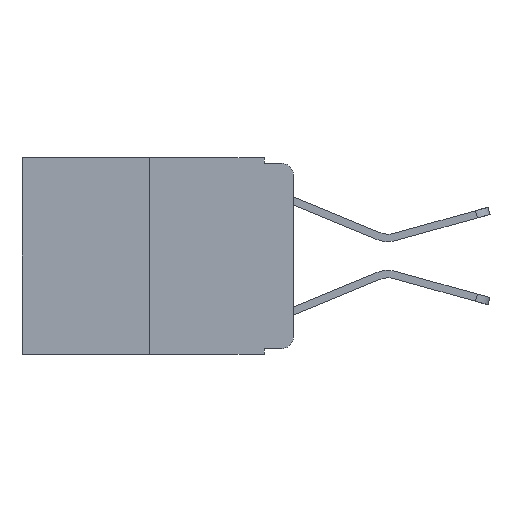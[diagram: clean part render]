
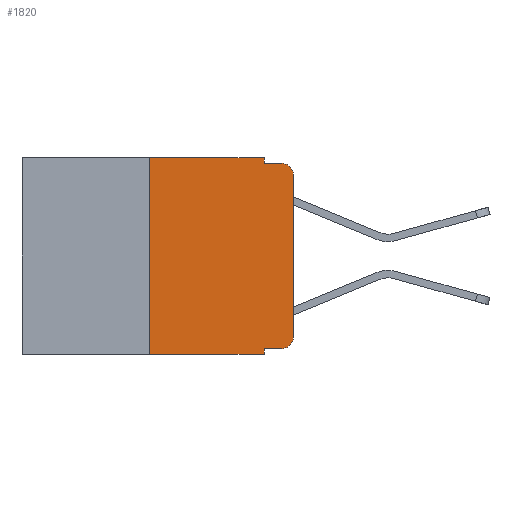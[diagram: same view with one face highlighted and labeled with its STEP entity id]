
A CAD part, left-side view. The second image highlights one B-rep face of the part: STEP entity #1820.
In plain terms, the highlighted planar face has unit normal (-1, 0, 0).
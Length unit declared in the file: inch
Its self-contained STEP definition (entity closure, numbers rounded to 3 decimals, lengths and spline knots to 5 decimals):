
#194 = VECTOR ( 'NONE', #6444, 39.37008 ) ;
#663 = CARTESIAN_POINT ( 'NONE',  ( 0., 0.25, -0.343 ) ) ;
#834 = VECTOR ( 'NONE', #1745, 39.37008 ) ;
#922 = ORIENTED_EDGE ( 'NONE', *, *, #17777, .F. ) ;
#957 = CARTESIAN_POINT ( 'NONE',  ( 0., 0.051, -0.333 ) ) ;
#988 = VERTEX_POINT ( 'NONE', #12580 ) ;
#1113 = ORIENTED_EDGE ( 'NONE', *, *, #3953, .T. ) ;
#1745 = DIRECTION ( 'NONE',  ( 0., 0., 1. ) ) ;
#1814 = DIRECTION ( 'NONE',  ( 0., 0., -1. ) ) ;
#1820 = ADVANCED_FACE ( 'NONE', ( #3108 ), #5063, .F. ) ;
#1873 = DIRECTION ( 'NONE',  ( 1., 0., 0. ) ) ;
#1891 = VECTOR ( 'NONE', #2440, 39.37008 ) ;
#2037 = VERTEX_POINT ( 'NONE', #14136 ) ;
#2440 = DIRECTION ( 'NONE',  ( 0., -1., 0. ) ) ;
#2618 = ORIENTED_EDGE ( 'NONE', *, *, #11943, .F. ) ;
#2802 = CIRCLE ( 'NONE', #16324, 0.02 ) ;
#2848 = VERTEX_POINT ( 'NONE', #15688 ) ;
#3108 = FACE_OUTER_BOUND ( 'NONE', #6456, .T. ) ;
#3953 = EDGE_CURVE ( 'NONE', #10853, #2848, #2802, .T. ) ;
#4157 = DIRECTION ( 'NONE',  ( 0., 0., -1. ) ) ;
#4342 = CARTESIAN_POINT ( 'NONE',  ( 0., 0.051, 0. ) ) ;
#4359 = CIRCLE ( 'NONE', #7727, 0.02 ) ;
#4830 = ORIENTED_EDGE ( 'NONE', *, *, #5706, .T. ) ;
#5063 = PLANE ( 'NONE',  #12851 ) ;
#5350 = VERTEX_POINT ( 'NONE', #15145 ) ;
#5509 = ORIENTED_EDGE ( 'NONE', *, *, #16544, .F. ) ;
#5523 = DIRECTION ( 'NONE',  ( 0., 0., -1. ) ) ;
#5706 = EDGE_CURVE ( 'NONE', #10574, #11615, #11671, .T. ) ;
#6137 = LINE ( 'NONE', #8975, #9934 ) ;
#6433 = CARTESIAN_POINT ( 'NONE',  ( 0., 0.051, -0.01 ) ) ;
#6444 = DIRECTION ( 'NONE',  ( 0., -1., 0. ) ) ;
#6456 = EDGE_LOOP ( 'NONE', ( #7993, #1113, #5509, #2618, #17686, #11691, #4830, #922, #8043, #11074 ) ) ;
#6609 = CARTESIAN_POINT ( 'NONE',  ( 0., 0.02, -0.313 ) ) ;
#6747 = VECTOR ( 'NONE', #8157, 39.37008 ) ;
#6897 = EDGE_CURVE ( 'NONE', #2037, #10853, #17660, .T. ) ;
#6951 = EDGE_CURVE ( 'NONE', #5350, #8561, #6137, .T. ) ;
#7727 = AXIS2_PLACEMENT_3D ( 'NONE', #6609, #16336, #8050 ) ;
#7993 = ORIENTED_EDGE ( 'NONE', *, *, #6897, .T. ) ;
#8043 = ORIENTED_EDGE ( 'NONE', *, *, #13220, .T. ) ;
#8050 = DIRECTION ( 'NONE',  ( 0., 0., -1. ) ) ;
#8157 = DIRECTION ( 'NONE',  ( 0., 0., -1. ) ) ;
#8167 = LINE ( 'NONE', #14543, #834 ) ;
#8216 = EDGE_CURVE ( 'NONE', #10574, #5350, #8167, .T. ) ;
#8243 = VECTOR ( 'NONE', #4157, 39.37008 ) ;
#8548 = CARTESIAN_POINT ( 'NONE',  ( 0., 0., -0.03 ) ) ;
#8561 = VERTEX_POINT ( 'NONE', #4342 ) ;
#8914 = DIRECTION ( 'NONE',  ( 0., 0., 1. ) ) ;
#8975 = CARTESIAN_POINT ( 'NONE',  ( 0., 0.473, 0. ) ) ;
#9060 = CARTESIAN_POINT ( 'NONE',  ( 0., 0.02, -0.333 ) ) ;
#9183 = DIRECTION ( 'NONE',  ( -1., 0., 0. ) ) ;
#9934 = VECTOR ( 'NONE', #15887, 39.37008 ) ;
#9985 = CARTESIAN_POINT ( 'NONE',  ( 0., 0.02, -0.03 ) ) ;
#10062 = LINE ( 'NONE', #16436, #6747 ) ;
#10403 = CARTESIAN_POINT ( 'NONE',  ( 0., 0.473, 0. ) ) ;
#10574 = VERTEX_POINT ( 'NONE', #663 ) ;
#10794 = VECTOR ( 'NONE', #16192, 39.37008 ) ;
#10853 = VERTEX_POINT ( 'NONE', #8548 ) ;
#11074 = ORIENTED_EDGE ( 'NONE', *, *, #15406, .T. ) ;
#11615 = VERTEX_POINT ( 'NONE', #17440 ) ;
#11671 = LINE ( 'NONE', #16686, #194 ) ;
#11691 = ORIENTED_EDGE ( 'NONE', *, *, #8216, .F. ) ;
#11939 = LINE ( 'NONE', #12656, #8243 ) ;
#11943 = EDGE_CURVE ( 'NONE', #8561, #988, #11939, .T. ) ;
#12221 = VERTEX_POINT ( 'NONE', #9060 ) ;
#12580 = CARTESIAN_POINT ( 'NONE',  ( 0., 0.051, -0.01 ) ) ;
#12592 = VERTEX_POINT ( 'NONE', #957 ) ;
#12656 = CARTESIAN_POINT ( 'NONE',  ( 0., 0.051, 0. ) ) ;
#12851 = AXIS2_PLACEMENT_3D ( 'NONE', #10403, #1873, #1814 ) ;
#13220 = EDGE_CURVE ( 'NONE', #12592, #12221, #17342, .T. ) ;
#14013 = LINE ( 'NONE', #6433, #10794 ) ;
#14136 = CARTESIAN_POINT ( 'NONE',  ( 0., 0., -0.313 ) ) ;
#14463 = VECTOR ( 'NONE', #8914, 39.37008 ) ;
#14543 = CARTESIAN_POINT ( 'NONE',  ( 0., 0.25, 0. ) ) ;
#15145 = CARTESIAN_POINT ( 'NONE',  ( 0., 0.25, 0. ) ) ;
#15199 = CARTESIAN_POINT ( 'NONE',  ( 0., 0.051, -0.333 ) ) ;
#15406 = EDGE_CURVE ( 'NONE', #12221, #2037, #4359, .T. ) ;
#15688 = CARTESIAN_POINT ( 'NONE',  ( 0., 0.02, -0.01 ) ) ;
#15887 = DIRECTION ( 'NONE',  ( 0., -1., 0. ) ) ;
#16192 = DIRECTION ( 'NONE',  ( 0., -1., 0. ) ) ;
#16324 = AXIS2_PLACEMENT_3D ( 'NONE', #9985, #9183, #5523 ) ;
#16336 = DIRECTION ( 'NONE',  ( -1., 0., 0. ) ) ;
#16436 = CARTESIAN_POINT ( 'NONE',  ( 0., 0.051, 0. ) ) ;
#16544 = EDGE_CURVE ( 'NONE', #988, #2848, #14013, .T. ) ;
#16686 = CARTESIAN_POINT ( 'NONE',  ( 0., 0.473, -0.343 ) ) ;
#17160 = CARTESIAN_POINT ( 'NONE',  ( 0., 0., 0. ) ) ;
#17342 = LINE ( 'NONE', #15199, #1891 ) ;
#17440 = CARTESIAN_POINT ( 'NONE',  ( 0., 0.051, -0.343 ) ) ;
#17660 = LINE ( 'NONE', #17160, #14463 ) ;
#17686 = ORIENTED_EDGE ( 'NONE', *, *, #6951, .F. ) ;
#17777 = EDGE_CURVE ( 'NONE', #12592, #11615, #10062, .T. ) ;
